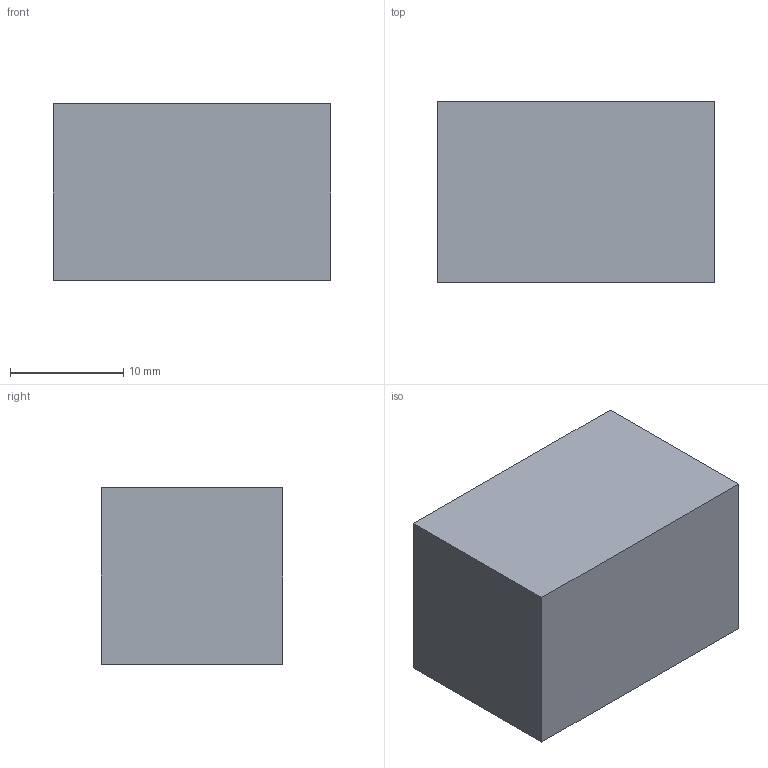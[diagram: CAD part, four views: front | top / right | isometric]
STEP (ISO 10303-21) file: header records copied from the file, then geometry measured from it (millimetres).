
FILE_DESCRIPTION(/* description */ ('STEP AP242','CAx-IF Rec.Pracs.---Representation and Presentation of Product Manufacturing Information (PMI)---4.0---2014-10-13','CAx-IF Rec.Pracs.---3D Tessellated Geometry---0.4---2014-09-14','2;1'),/* implementation_level */ '2;1');
FILE_NAME(/* name */ '67b5c95fc1091e1b5b859bc8',/* time_stamp */ '2025-02-19T12:06:56Z',/* author */ (''),/* organization */ (''),/* preprocessor_version */ 'ST-DEVELOPER v20',/* originating_system */ 'ONSHAPE BY PTC INC, 1.193',/* authorisation */ ' ');
FILE_SCHEMA (('AP242_MANAGED_MODEL_BASED_3D_ENGINEERING_MIM_LF { 1 0 10303 442 1 1 4 }'));
Length unit declared in the file: millimetre
Products named in the file (1): Fluidic_Logic_Enabled_Walker_001 (1)
Bounding box: 24.5 x 16 x 15.6 mm (x, y, z)
Volume: 4238.3 mm3; surface area: 4789.9 mm2
Topology: 1 solids, 1 shells, 81 faces, 205 edges, 137 vertices
Faces by surface type: plane 73, cylinder 6, cone 2
Full cylindrical faces by diameter (mm): 2 x2, 3.6 x4
Entity records: 2365 total; most frequent: CARTESIAN_POINT 408, ORIENTED_EDGE 386, DIRECTION 373, EDGE_CURVE 193, LINE 177, VECTOR 177, VERTEX_POINT 133, EDGE_LOOP 108
